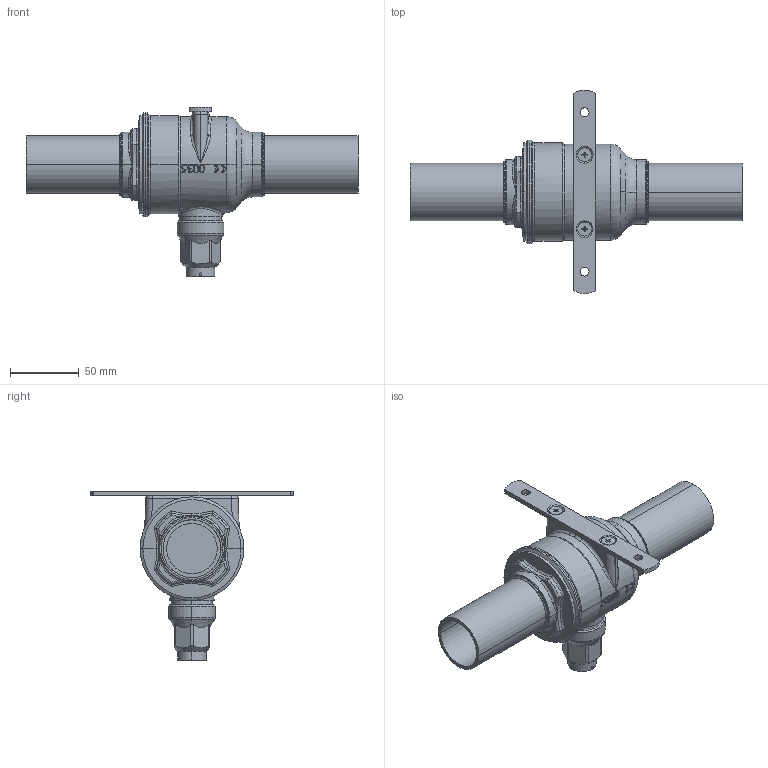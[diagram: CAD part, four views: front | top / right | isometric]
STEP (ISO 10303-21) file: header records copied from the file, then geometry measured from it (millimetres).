
FILE_DESCRIPTION((''),'2;1');
FILE_NAME('601017820-DOLU_ASM','2016-08-22T',('ercana'),(''),'CREO PARAMETRIC BY PTC INC, 2015080','CREO PARAMETRIC BY PTC INC, 2015080','');
FILE_SCHEMA(('CONFIG_CONTROL_DESIGN'));
Length unit declared in the file: millimetre
Products named in the file (13): MSBR-11; MSBR-10; MSBR-9; MSBR-8; MSBR-7; MSBR-6; MSBR-5; MSBR-4; MSBR-3; MSBR-2; MSBR-1; _601017820-DOLU; 601017820-DOLU_ASM
Assembly tree (12 placements, depth 2):
  601017820-DOLU_ASM
    MSBR-11
    MSBR-10
    MSBR-9
    MSBR-8
    MSBR-7
    MSBR-6
    MSBR-5
    MSBR-4
    MSBR-3
    MSBR-2
    MSBR-1
    _601017820-DOLU
Bounding box: 241.8 x 147.95 x 123.8 mm (x, y, z)
Volume: 509122.1 mm3; surface area: 96584.1 mm2
Topology: 11 solids, 15 shells, 439 faces, 1104 edges, 708 vertices
Faces by surface type: cylinder 126, plane 93, extrusion 73, cone 59, bspline 56, torus 32
Entity records: 18540 total; most frequent: CARTESIAN_POINT 8358, ORIENTED_EDGE 2200, DIRECTION 1826, EDGE_CURVE 1100, VERTEX_POINT 708, AXIS2_PLACEMENT_3D 684, EDGE_LOOP 470, VECTOR 458
